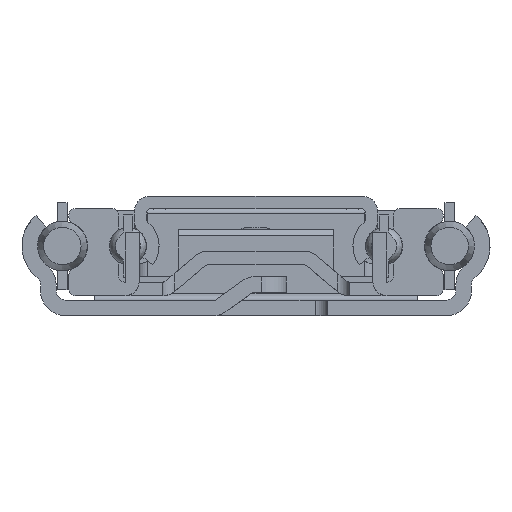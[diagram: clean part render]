
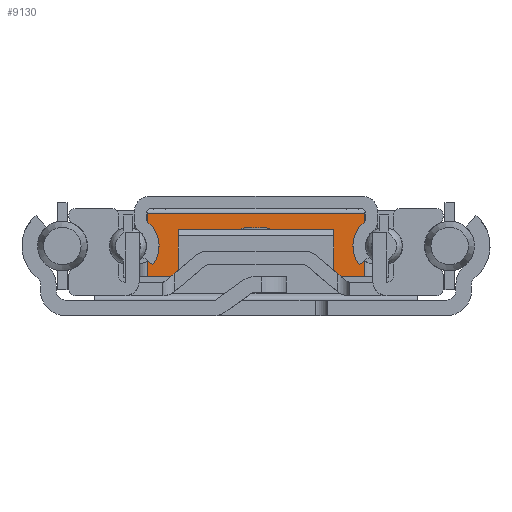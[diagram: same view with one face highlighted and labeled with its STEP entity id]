
A CAD part, front view. The second image highlights one B-rep face of the part: STEP entity #9130.
In plain terms, the highlighted face is planar.
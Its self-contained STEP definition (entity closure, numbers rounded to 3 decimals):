
#1027=FACE_OUTER_BOUND('',#1542,.T.);
#1542=EDGE_LOOP('',(#7797,#7798,#7799,#7800,#7801,#7802,#7803,#7804,#7805,
#7806,#7807,#7808));
#2291=LINE('',#15080,#3159);
#2308=LINE('',#15146,#3176);
#2309=LINE('',#15150,#3177);
#2310=LINE('',#15152,#3178);
#2311=LINE('',#15154,#3179);
#2312=LINE('',#15156,#3180);
#2313=LINE('',#15158,#3181);
#2314=LINE('',#15160,#3182);
#2315=LINE('',#15162,#3183);
#2316=LINE('',#15164,#3184);
#2317=LINE('',#15166,#3185);
#2318=LINE('',#15167,#3186);
#3159=VECTOR('',#11983,35.);
#3176=VECTOR('',#12034,10.05);
#3177=VECTOR('',#12039,10.05);
#3178=VECTOR('',#12040,5.5);
#3179=VECTOR('',#12041,0.75);
#3180=VECTOR('',#12042,0.5);
#3181=VECTOR('',#12043,6.75);
#3182=VECTOR('',#12044,25.);
#3183=VECTOR('',#12045,6.75);
#3184=VECTOR('',#12046,0.5);
#3185=VECTOR('',#12047,0.75);
#3186=VECTOR('',#12048,5.5);
#4427=VERTEX_POINT('',#15070);
#4429=VERTEX_POINT('',#15076);
#4444=VERTEX_POINT('',#15145);
#4445=VERTEX_POINT('',#15149);
#4446=VERTEX_POINT('',#15151);
#4447=VERTEX_POINT('',#15153);
#4448=VERTEX_POINT('',#15155);
#4449=VERTEX_POINT('',#15157);
#4450=VERTEX_POINT('',#15159);
#4451=VERTEX_POINT('',#15161);
#4452=VERTEX_POINT('',#15163);
#4453=VERTEX_POINT('',#15165);
#5589=EDGE_CURVE('',#4427,#4429,#2291,.T.);
#5615=EDGE_CURVE('',#4429,#4444,#2308,.T.);
#5617=EDGE_CURVE('',#4427,#4445,#2309,.T.);
#5618=EDGE_CURVE('',#4445,#4446,#2310,.T.);
#5619=EDGE_CURVE('',#4446,#4447,#2311,.T.);
#5620=EDGE_CURVE('',#4448,#4447,#2312,.T.);
#5621=EDGE_CURVE('',#4449,#4448,#2313,.T.);
#5622=EDGE_CURVE('',#4450,#4449,#2314,.T.);
#5623=EDGE_CURVE('',#4451,#4450,#2315,.T.);
#5624=EDGE_CURVE('',#4452,#4451,#2316,.T.);
#5625=EDGE_CURVE('',#4452,#4453,#2317,.T.);
#5626=EDGE_CURVE('',#4453,#4444,#2318,.T.);
#7797=ORIENTED_EDGE('',*,*,#5589,.F.);
#7798=ORIENTED_EDGE('',*,*,#5617,.T.);
#7799=ORIENTED_EDGE('',*,*,#5618,.T.);
#7800=ORIENTED_EDGE('',*,*,#5619,.T.);
#7801=ORIENTED_EDGE('',*,*,#5620,.F.);
#7802=ORIENTED_EDGE('',*,*,#5621,.F.);
#7803=ORIENTED_EDGE('',*,*,#5622,.F.);
#7804=ORIENTED_EDGE('',*,*,#5623,.F.);
#7805=ORIENTED_EDGE('',*,*,#5624,.F.);
#7806=ORIENTED_EDGE('',*,*,#5625,.T.);
#7807=ORIENTED_EDGE('',*,*,#5626,.T.);
#7808=ORIENTED_EDGE('',*,*,#5615,.F.);
#8716=PLANE('',#9898);
#9130=ADVANCED_FACE('',(#1027),#8716,.T.);
#9898=AXIS2_PLACEMENT_3D('',#15148,#12037,#12038);
#11983=DIRECTION('',(1.,0.,0.));
#12034=DIRECTION('',(0.,1.,0.));
#12037=DIRECTION('center_axis',(0.,0.,-1.));
#12038=DIRECTION('ref_axis',(-1.,0.,0.));
#12039=DIRECTION('',(0.,1.,0.));
#12040=DIRECTION('',(1.,0.,0.));
#12041=DIRECTION('',(0.,-1.,0.));
#12042=DIRECTION('',(1.,0.,0.));
#12043=DIRECTION('',(0.,1.,0.));
#12044=DIRECTION('',(-1.,0.,0.));
#12045=DIRECTION('',(0.,-1.,0.));
#12046=DIRECTION('',(1.,0.,0.));
#12047=DIRECTION('',(0.,1.,0.));
#12048=DIRECTION('',(1.,0.,0.));
#15070=CARTESIAN_POINT('',(-17.5,-5.55,12.8));
#15076=CARTESIAN_POINT('',(17.5,-5.55,12.8));
#15080=CARTESIAN_POINT('',(-6.75,-5.55,12.8));
#15145=CARTESIAN_POINT('',(17.5,4.5,12.8));
#15146=CARTESIAN_POINT('',(17.5,0.,12.8));
#15148=CARTESIAN_POINT('Origin',(-13.5,0.,12.8));
#15149=CARTESIAN_POINT('',(-17.5,4.5,12.8));
#15150=CARTESIAN_POINT('',(-17.5,0.,12.8));
#15151=CARTESIAN_POINT('',(-12.,4.5,12.8));
#15152=CARTESIAN_POINT('',(13.5,4.5,12.8));
#15153=CARTESIAN_POINT('',(-12.,3.75,12.8));
#15154=CARTESIAN_POINT('',(-12.,2.25,12.8));
#15155=CARTESIAN_POINT('',(-12.5,3.75,12.8));
#15156=CARTESIAN_POINT('',(6.25,3.75,12.8));
#15157=CARTESIAN_POINT('',(-12.5,-3.,12.8));
#15158=CARTESIAN_POINT('',(-12.5,1.875,12.8));
#15159=CARTESIAN_POINT('',(12.5,-3.,12.8));
#15160=CARTESIAN_POINT('',(-6.25,-3.,12.8));
#15161=CARTESIAN_POINT('',(12.5,3.75,12.8));
#15162=CARTESIAN_POINT('',(12.5,-1.5,12.8));
#15163=CARTESIAN_POINT('',(12.,3.75,12.8));
#15164=CARTESIAN_POINT('',(6.25,3.75,12.8));
#15165=CARTESIAN_POINT('',(12.,4.5,12.8));
#15166=CARTESIAN_POINT('',(12.,1.875,12.8));
#15167=CARTESIAN_POINT('',(13.5,4.5,12.8));
